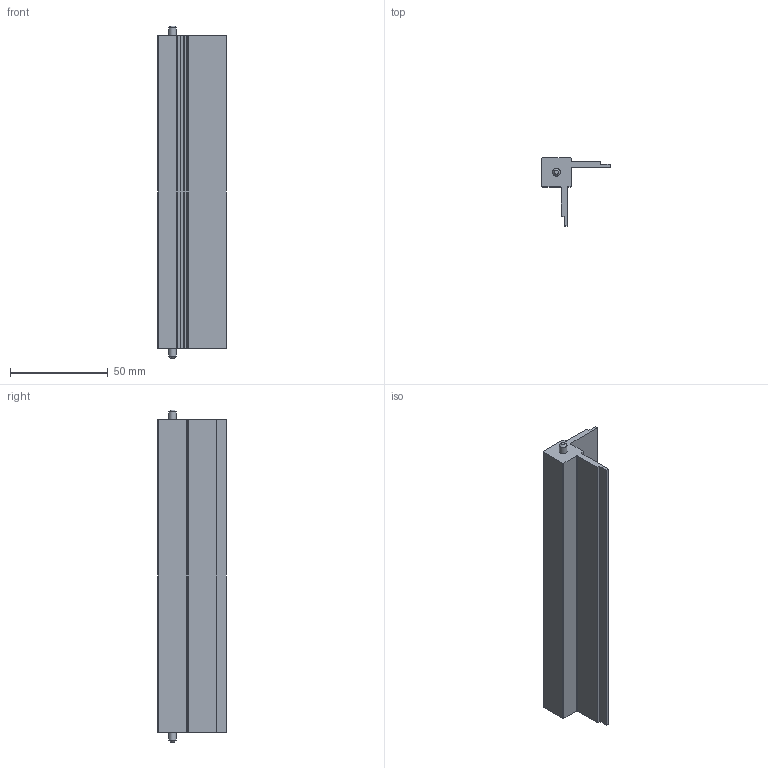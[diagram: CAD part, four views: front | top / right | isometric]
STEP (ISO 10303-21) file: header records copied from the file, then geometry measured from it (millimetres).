
FILE_DESCRIPTION(/* description */ (''),/* implementation_level */ '2;1');
FILE_NAME(/* name */ 'column v12.step',/* time_stamp */ '2025-05-22T09:11:25+03:00',/* author */ (''),/* organization */ (''),/* preprocessor_version */ 'ST-DEVELOPER v20.1',/* originating_system */ 'Autodesk Translation Framework v14.4.0.0',/* authorisation */ '');
FILE_SCHEMA (('AUTOMOTIVE_DESIGN { 1 0 10303 214 3 1 1 }'));
Length unit declared in the file: millimetre
Products named in the file (1): column
Bounding box: 35 x 35 x 170 mm (x, y, z)
Volume: 52869.5 mm3; surface area: 22843 mm2
Topology: 1 solids, 1 shells, 32 faces, 82 edges, 54 vertices
Faces by surface type: plane 24, cylinder 6, cone 2
Full cylindrical faces by diameter (mm): 4 x2
Entity records: 997 total; most frequent: CARTESIAN_POINT 169, ORIENTED_EDGE 164, DIRECTION 162, EDGE_CURVE 82, LINE 68, VECTOR 68, VERTEX_POINT 54, AXIS2_PLACEMENT_3D 47
